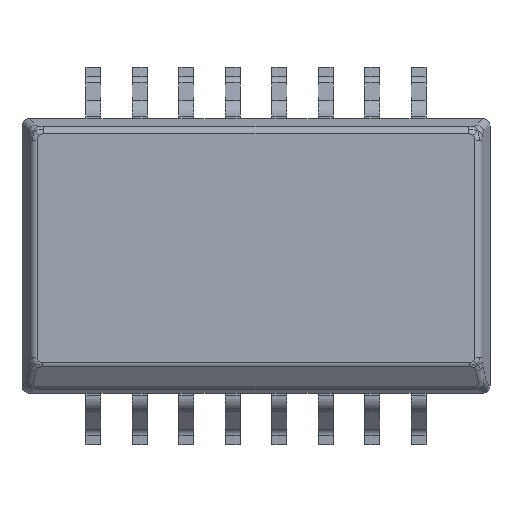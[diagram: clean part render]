
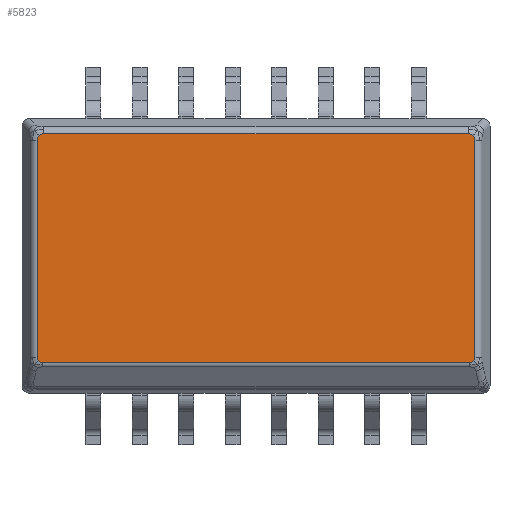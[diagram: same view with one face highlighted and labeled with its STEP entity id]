
A CAD part, top view. The second image highlights one B-rep face of the part: STEP entity #5823.
In plain terms, the highlighted planar face has unit normal (0, 0, 1).
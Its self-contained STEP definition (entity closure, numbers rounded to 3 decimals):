
#230=PLANE('',#6243);
#423=LINE('',#10668,#957);
#455=LINE('',#11084,#989);
#457=LINE('',#11087,#991);
#465=LINE('',#11099,#999);
#957=VECTOR('',#6816,10.);
#989=VECTOR('',#6960,10.);
#991=VECTOR('',#6964,10.);
#999=VECTOR('',#6980,10.);
#1667=FACE_OUTER_BOUND('',#1989,.T.);
#1989=EDGE_LOOP('',(#4406,#4407,#4408,#4409,#4410,#4411,#4412,#4413,#4414,
#4415,#4416,#4417));
#2279=CIRCLE('',#6127,0.142);
#2299=CIRCLE('',#6147,0.174);
#2309=CIRCLE('',#6157,0.142);
#2319=CIRCLE('',#6167,0.174);
#2322=CIRCLE('',#6170,0.174);
#2324=CIRCLE('',#6172,0.142);
#2326=CIRCLE('',#6175,0.174);
#2330=CIRCLE('',#6186,0.142);
#2599=VERTEX_POINT('',#9626);
#2600=VERTEX_POINT('',#9633);
#2623=VERTEX_POINT('',#10102);
#2624=VERTEX_POINT('',#10109);
#2635=VERTEX_POINT('',#10340);
#2636=VERTEX_POINT('',#10347);
#2647=VERTEX_POINT('',#10578);
#2648=VERTEX_POINT('',#10585);
#2649=VERTEX_POINT('',#10624);
#2650=VERTEX_POINT('',#10663);
#2651=VERTEX_POINT('',#10705);
#2661=VERTEX_POINT('',#10800);
#3169=EDGE_CURVE('',#2599,#2600,#2279,.T.);
#3201=EDGE_CURVE('',#2623,#2624,#2299,.T.);
#3217=EDGE_CURVE('',#2635,#2636,#2309,.T.);
#3233=EDGE_CURVE('',#2647,#2648,#2319,.T.);
#3236=EDGE_CURVE('',#2649,#2647,#2322,.T.);
#3238=EDGE_CURVE('',#2650,#2635,#2324,.T.);
#3240=EDGE_CURVE('',#2636,#2649,#423,.T.);
#3242=EDGE_CURVE('',#2651,#2623,#2326,.T.);
#3254=EDGE_CURVE('',#2661,#2599,#2330,.T.);
#3312=EDGE_CURVE('',#2624,#2661,#455,.T.);
#3314=EDGE_CURVE('',#2600,#2650,#457,.T.);
#3322=EDGE_CURVE('',#2648,#2651,#465,.T.);
#4406=ORIENTED_EDGE('',*,*,#3254,.F.);
#4407=ORIENTED_EDGE('',*,*,#3312,.F.);
#4408=ORIENTED_EDGE('',*,*,#3201,.F.);
#4409=ORIENTED_EDGE('',*,*,#3242,.F.);
#4410=ORIENTED_EDGE('',*,*,#3322,.F.);
#4411=ORIENTED_EDGE('',*,*,#3233,.F.);
#4412=ORIENTED_EDGE('',*,*,#3236,.F.);
#4413=ORIENTED_EDGE('',*,*,#3240,.F.);
#4414=ORIENTED_EDGE('',*,*,#3217,.F.);
#4415=ORIENTED_EDGE('',*,*,#3238,.F.);
#4416=ORIENTED_EDGE('',*,*,#3314,.F.);
#4417=ORIENTED_EDGE('',*,*,#3169,.F.);
#5823=ADVANCED_FACE('',(#1667),#230,.T.);
#6127=AXIS2_PLACEMENT_3D('',#9634,#6721,#6722);
#6147=AXIS2_PLACEMENT_3D('',#10110,#6761,#6762);
#6157=AXIS2_PLACEMENT_3D('',#10348,#6781,#6782);
#6167=AXIS2_PLACEMENT_3D('',#10586,#6801,#6802);
#6170=AXIS2_PLACEMENT_3D('',#10626,#6807,#6808);
#6172=AXIS2_PLACEMENT_3D('',#10665,#6811,#6812);
#6175=AXIS2_PLACEMENT_3D('',#10707,#6819,#6820);
#6186=AXIS2_PLACEMENT_3D('',#10802,#6843,#6844);
#6243=AXIS2_PLACEMENT_3D('',#11185,#7040,#7041);
#6721=DIRECTION('center_axis',(0.,0.,-1.));
#6722=DIRECTION('ref_axis',(0.707,-0.707,0.));
#6761=DIRECTION('center_axis',(0.,0.,-1.));
#6762=DIRECTION('ref_axis',(0.707,0.707,0.));
#6781=DIRECTION('center_axis',(0.,0.,-1.));
#6782=DIRECTION('ref_axis',(-0.707,-0.707,0.));
#6801=DIRECTION('center_axis',(0.,0.,-1.));
#6802=DIRECTION('ref_axis',(-0.707,0.707,0.));
#6807=DIRECTION('center_axis',(0.,0.,-1.));
#6808=DIRECTION('ref_axis',(-0.707,0.707,0.));
#6811=DIRECTION('center_axis',(0.,0.,-1.));
#6812=DIRECTION('ref_axis',(-0.707,-0.707,0.));
#6816=DIRECTION('',(0.,1.,0.));
#6819=DIRECTION('center_axis',(0.,0.,-1.));
#6820=DIRECTION('ref_axis',(0.707,0.707,0.));
#6843=DIRECTION('center_axis',(0.,0.,-1.));
#6844=DIRECTION('ref_axis',(0.707,-0.707,0.));
#6960=DIRECTION('',(0.,-1.,0.));
#6964=DIRECTION('',(-1.,0.,0.));
#6980=DIRECTION('',(1.,0.,0.));
#7040=DIRECTION('center_axis',(0.,0.,1.));
#7041=DIRECTION('ref_axis',(1.,0.,0.));
#9626=CARTESIAN_POINT('',(5.944,-2.874,2.65));
#9633=CARTESIAN_POINT('',(5.844,-2.916,2.65));
#9634=CARTESIAN_POINT('Origin',(5.844,-2.774,2.65));
#10102=CARTESIAN_POINT('',(5.935,3.285,2.65));
#10109=CARTESIAN_POINT('',(5.986,3.162,2.65));
#10110=CARTESIAN_POINT('Origin',(5.812,3.162,2.65));
#10340=CARTESIAN_POINT('',(-5.944,-2.874,2.65));
#10347=CARTESIAN_POINT('',(-5.986,-2.774,2.65));
#10348=CARTESIAN_POINT('Origin',(-5.844,-2.774,2.65));
#10578=CARTESIAN_POINT('',(-5.935,3.285,2.65));
#10585=CARTESIAN_POINT('',(-5.812,3.336,2.65));
#10586=CARTESIAN_POINT('Origin',(-5.812,3.162,2.65));
#10624=CARTESIAN_POINT('',(-5.986,3.162,2.65));
#10626=CARTESIAN_POINT('Origin',(-5.812,3.162,2.65));
#10663=CARTESIAN_POINT('',(-5.844,-2.916,2.65));
#10665=CARTESIAN_POINT('Origin',(-5.844,-2.774,2.65));
#10668=CARTESIAN_POINT('',(-5.986,-1.875,2.65));
#10705=CARTESIAN_POINT('',(5.812,3.336,2.65));
#10707=CARTESIAN_POINT('Origin',(5.812,3.162,2.65));
#10800=CARTESIAN_POINT('',(5.986,-2.774,2.65));
#10802=CARTESIAN_POINT('Origin',(5.844,-2.774,2.65));
#11084=CARTESIAN_POINT('',(5.986,1.875,2.65));
#11087=CARTESIAN_POINT('',(1.6,-2.916,2.65));
#11099=CARTESIAN_POINT('',(-3.2,3.336,2.65));
#11185=CARTESIAN_POINT('Origin',(0.,0.,2.65));
